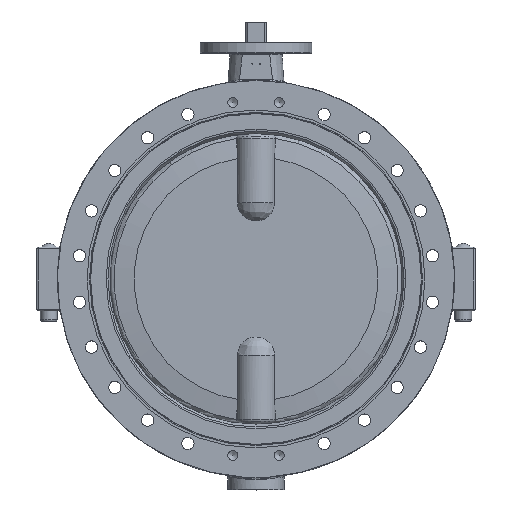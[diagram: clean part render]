
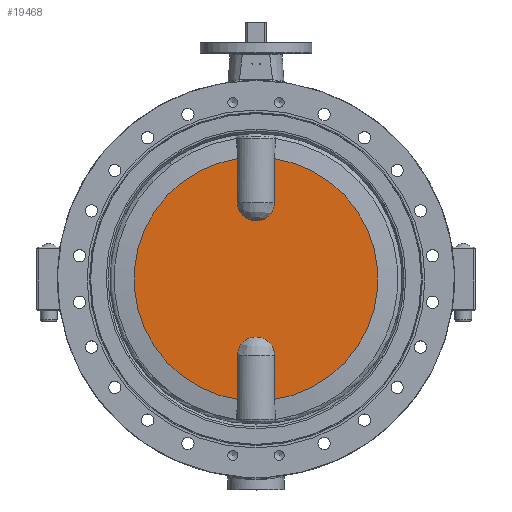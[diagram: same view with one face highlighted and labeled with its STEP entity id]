
A CAD part, top view. The second image highlights one B-rep face of the part: STEP entity #19468.
In plain terms, the highlighted planar face has unit normal (0, 0, 1).
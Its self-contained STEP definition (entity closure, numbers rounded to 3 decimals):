
#406=B_SPLINE_CURVE_WITH_KNOTS('',3,(#29289,#29290,#29291,#29292,#29293,
#29294,#29295,#29296,#29297,#29298,#29299,#29300,#29301,#29302),
 .UNSPECIFIED.,.F.,.F.,(4,2,2,2,2,2,4),(0.,1.914,3.824,
5.644,6.59,7.564,7.567),
 .UNSPECIFIED.);
#407=B_SPLINE_CURVE_WITH_KNOTS('',3,(#29304,#29305,#29306,#29307,#29308,
#29309,#29310,#29311,#29312,#29313,#29314,#29315,#29316,#29317),
 .UNSPECIFIED.,.F.,.F.,(4,2,2,2,2,2,4),(-0.003,0.,0.974,
1.92,3.74,5.649,7.563),
 .UNSPECIFIED.);
#408=B_SPLINE_CURVE_WITH_KNOTS('',3,(#29325,#29326,#29327,#29328,#29329,
#29330,#29331,#29332,#29333,#29334,#29335,#29336,#29337,#29338),
 .UNSPECIFIED.,.F.,.F.,(4,2,2,2,2,2,4),(0.,1.914,3.824,
5.644,6.59,7.564,7.567),
 .UNSPECIFIED.);
#409=B_SPLINE_CURVE_WITH_KNOTS('',3,(#29342,#29343,#29344,#29345,#29346,
#29347,#29348,#29349,#29350,#29351,#29352,#29353,#29354,#29355),
 .UNSPECIFIED.,.F.,.F.,(4,2,2,2,2,2,4),(-0.003,0.,0.974,
1.92,3.74,5.649,7.563),
 .UNSPECIFIED.);
#1013=LINE('',#28887,#2133);
#1014=LINE('',#28909,#2134);
#1016=LINE('',#29318,#2136);
#1017=LINE('',#29323,#2137);
#1018=LINE('',#29340,#2138);
#1019=LINE('',#29357,#2139);
#2133=VECTOR('',#23585,10.);
#2134=VECTOR('',#23586,10.);
#2136=VECTOR('',#23588,10.);
#2137=VECTOR('',#23593,10.);
#2138=VECTOR('',#23594,10.);
#2139=VECTOR('',#23595,10.);
#3370=PLANE('',#21006);
#4816=FACE_OUTER_BOUND('',#6233,.T.);
#6233=EDGE_LOOP('',(#13580,#13581,#13582,#13583,#13584,#13585,#13586,#13587,
#13588,#13589,#13590,#13591));
#7720=CIRCLE('',#21007,325.3);
#7721=CIRCLE('',#21008,325.3);
#8649=VERTEX_POINT('',#28881);
#8650=VERTEX_POINT('',#28886);
#8651=VERTEX_POINT('',#28888);
#8652=VERTEX_POINT('',#28908);
#8655=VERTEX_POINT('',#29288);
#8656=VERTEX_POINT('',#29303);
#8657=VERTEX_POINT('',#29320);
#8658=VERTEX_POINT('',#29322);
#8659=VERTEX_POINT('',#29324);
#8660=VERTEX_POINT('',#29339);
#8661=VERTEX_POINT('',#29341);
#8662=VERTEX_POINT('',#29356);
#10534=EDGE_CURVE('',#8650,#8649,#1013,.T.);
#10536=EDGE_CURVE('',#8652,#8651,#1014,.T.);
#10541=EDGE_CURVE('',#8655,#8651,#406,.F.);
#10542=EDGE_CURVE('',#8656,#8650,#407,.T.);
#10543=EDGE_CURVE('',#8655,#8656,#1016,.T.);
#10544=EDGE_CURVE('',#8649,#8657,#7720,.T.);
#10545=EDGE_CURVE('',#8657,#8658,#1017,.T.);
#10546=EDGE_CURVE('',#8659,#8658,#408,.F.);
#10547=EDGE_CURVE('',#8659,#8660,#1018,.T.);
#10548=EDGE_CURVE('',#8660,#8661,#409,.T.);
#10549=EDGE_CURVE('',#8661,#8662,#1019,.T.);
#10550=EDGE_CURVE('',#8662,#8652,#7721,.T.);
#13580=ORIENTED_EDGE('',*,*,#10536,.T.);
#13581=ORIENTED_EDGE('',*,*,#10541,.F.);
#13582=ORIENTED_EDGE('',*,*,#10543,.T.);
#13583=ORIENTED_EDGE('',*,*,#10542,.T.);
#13584=ORIENTED_EDGE('',*,*,#10534,.T.);
#13585=ORIENTED_EDGE('',*,*,#10544,.T.);
#13586=ORIENTED_EDGE('',*,*,#10545,.T.);
#13587=ORIENTED_EDGE('',*,*,#10546,.F.);
#13588=ORIENTED_EDGE('',*,*,#10547,.T.);
#13589=ORIENTED_EDGE('',*,*,#10548,.T.);
#13590=ORIENTED_EDGE('',*,*,#10549,.T.);
#13591=ORIENTED_EDGE('',*,*,#10550,.T.);
#19468=ADVANCED_FACE('',(#4816),#3370,.T.);
#21006=AXIS2_PLACEMENT_3D('',#29319,#23589,#23590);
#21007=AXIS2_PLACEMENT_3D('',#29321,#23591,#23592);
#21008=AXIS2_PLACEMENT_3D('',#29358,#23596,#23597);
#23585=DIRECTION('',(0.,-1.,0.));
#23586=DIRECTION('',(0.,1.,0.));
#23588=DIRECTION('',(1.,0.,0.));
#23589=DIRECTION('center_axis',(0.,0.,
1.));
#23590=DIRECTION('ref_axis',(1.,0.,0.));
#23591=DIRECTION('center_axis',(0.,0.,
1.));
#23592=DIRECTION('ref_axis',(1.,0.,0.));
#23593=DIRECTION('',(0.,-1.,0.));
#23594=DIRECTION('',(-1.,0.,0.));
#23595=DIRECTION('',(0.,1.,0.));
#23596=DIRECTION('center_axis',(0.,0.,
1.));
#23597=DIRECTION('ref_axis',(1.,0.,0.));
#28881=CARTESIAN_POINT('',(48.99,-317.59,25.));
#28886=CARTESIAN_POINT('',(48.99,-199.099,25.));
#28887=CARTESIAN_POINT('',(48.99,-151.,25.));
#28888=CARTESIAN_POINT('',(-48.99,-199.099,25.));
#28908=CARTESIAN_POINT('',(-48.99,-317.59,25.));
#28909=CARTESIAN_POINT('',(-48.99,-151.,25.));
#29288=CARTESIAN_POINT('',(-1.,-151.,25.));
#29289=CARTESIAN_POINT('Ctrl Pts',(-48.99,-199.099,
25.));
#29290=CARTESIAN_POINT('Ctrl Pts',(-48.99,-192.719,
25.));
#29291=CARTESIAN_POINT('Ctrl Pts',(-47.725,-186.402,
25.));
#29292=CARTESIAN_POINT('Ctrl Pts',(-42.812,-174.643,25.));
#29293=CARTESIAN_POINT('Ctrl Pts',(-39.218,-169.315,
25.));
#29294=CARTESIAN_POINT('Ctrl Pts',(-30.373,-160.578,
25.));
#29295=CARTESIAN_POINT('Ctrl Pts',(-25.286,-157.17,
25.));
#29296=CARTESIAN_POINT('Ctrl Pts',(-16.797,-153.571,
25.));
#29297=CARTESIAN_POINT('Ctrl Pts',(-13.779,-152.629,
25.));
#29298=CARTESIAN_POINT('Ctrl Pts',(-7.512,-151.334,
25.));
#29299=CARTESIAN_POINT('Ctrl Pts',(-4.275,-151.002,
25.));
#29300=CARTESIAN_POINT('Ctrl Pts',(-1.019,-151.,
25.));
#29301=CARTESIAN_POINT('Ctrl Pts',(-1.01,-151.,25.));
#29302=CARTESIAN_POINT('Ctrl Pts',(-1.,-151.,25.));
#29303=CARTESIAN_POINT('',(1.,-151.,25.));
#29304=CARTESIAN_POINT('Ctrl Pts',(1.,-151.,25.));
#29305=CARTESIAN_POINT('Ctrl Pts',(1.01,-151.,25.));
#29306=CARTESIAN_POINT('Ctrl Pts',(1.019,-151.,25.));
#29307=CARTESIAN_POINT('Ctrl Pts',(4.275,-151.002,25.));
#29308=CARTESIAN_POINT('Ctrl Pts',(7.513,-151.334,25.));
#29309=CARTESIAN_POINT('Ctrl Pts',(13.78,-152.629,25.));
#29310=CARTESIAN_POINT('Ctrl Pts',(16.797,-153.571,25.));
#29311=CARTESIAN_POINT('Ctrl Pts',(25.287,-157.171,25.));
#29312=CARTESIAN_POINT('Ctrl Pts',(30.373,-160.578,25.));
#29313=CARTESIAN_POINT('Ctrl Pts',(39.218,-169.315,25.));
#29314=CARTESIAN_POINT('Ctrl Pts',(42.812,-174.643,25.));
#29315=CARTESIAN_POINT('Ctrl Pts',(47.725,-186.402,25.));
#29316=CARTESIAN_POINT('Ctrl Pts',(48.99,-192.719,25.));
#29317=CARTESIAN_POINT('Ctrl Pts',(48.99,-199.099,25.));
#29318=CARTESIAN_POINT('',(81.325,-151.,25.));
#29319=CARTESIAN_POINT('Origin',(162.65,4.,25.));
#29320=CARTESIAN_POINT('',(48.99,325.59,25.));
#29321=CARTESIAN_POINT('Origin',(0.,4.,
25.));
#29322=CARTESIAN_POINT('',(48.99,207.099,25.));
#29323=CARTESIAN_POINT('',(48.99,159.,25.));
#29324=CARTESIAN_POINT('',(1.,159.,25.));
#29325=CARTESIAN_POINT('Ctrl Pts',(48.99,207.099,25.));
#29326=CARTESIAN_POINT('Ctrl Pts',(48.99,200.719,25.));
#29327=CARTESIAN_POINT('Ctrl Pts',(47.725,194.402,25.));
#29328=CARTESIAN_POINT('Ctrl Pts',(42.812,182.643,25.));
#29329=CARTESIAN_POINT('Ctrl Pts',(39.218,177.315,25.));
#29330=CARTESIAN_POINT('Ctrl Pts',(30.373,168.578,25.));
#29331=CARTESIAN_POINT('Ctrl Pts',(25.286,165.17,25.));
#29332=CARTESIAN_POINT('Ctrl Pts',(16.797,161.571,25.));
#29333=CARTESIAN_POINT('Ctrl Pts',(13.779,160.629,25.));
#29334=CARTESIAN_POINT('Ctrl Pts',(7.512,159.334,25.));
#29335=CARTESIAN_POINT('Ctrl Pts',(4.275,159.002,25.));
#29336=CARTESIAN_POINT('Ctrl Pts',(1.019,159.,25.));
#29337=CARTESIAN_POINT('Ctrl Pts',(1.01,159.,25.));
#29338=CARTESIAN_POINT('Ctrl Pts',(1.,159.,25.));
#29339=CARTESIAN_POINT('',(-1.,159.,25.));
#29340=CARTESIAN_POINT('',(81.325,159.,25.));
#29341=CARTESIAN_POINT('',(-48.99,207.099,25.));
#29342=CARTESIAN_POINT('Ctrl Pts',(-1.,159.,25.));
#29343=CARTESIAN_POINT('Ctrl Pts',(-1.01,159.,25.));
#29344=CARTESIAN_POINT('Ctrl Pts',(-1.019,159.,25.));
#29345=CARTESIAN_POINT('Ctrl Pts',(-4.275,159.002,25.));
#29346=CARTESIAN_POINT('Ctrl Pts',(-7.513,159.334,25.));
#29347=CARTESIAN_POINT('Ctrl Pts',(-13.78,160.629,25.));
#29348=CARTESIAN_POINT('Ctrl Pts',(-16.797,161.571,25.));
#29349=CARTESIAN_POINT('Ctrl Pts',(-25.287,165.171,25.));
#29350=CARTESIAN_POINT('Ctrl Pts',(-30.373,168.578,25.));
#29351=CARTESIAN_POINT('Ctrl Pts',(-39.218,177.315,25.));
#29352=CARTESIAN_POINT('Ctrl Pts',(-42.812,182.643,25.));
#29353=CARTESIAN_POINT('Ctrl Pts',(-47.725,194.402,25.));
#29354=CARTESIAN_POINT('Ctrl Pts',(-48.99,200.719,25.));
#29355=CARTESIAN_POINT('Ctrl Pts',(-48.99,207.099,25.));
#29356=CARTESIAN_POINT('',(-48.99,325.59,25.));
#29357=CARTESIAN_POINT('',(-48.99,159.,25.));
#29358=CARTESIAN_POINT('Origin',(0.,4.,
25.));
